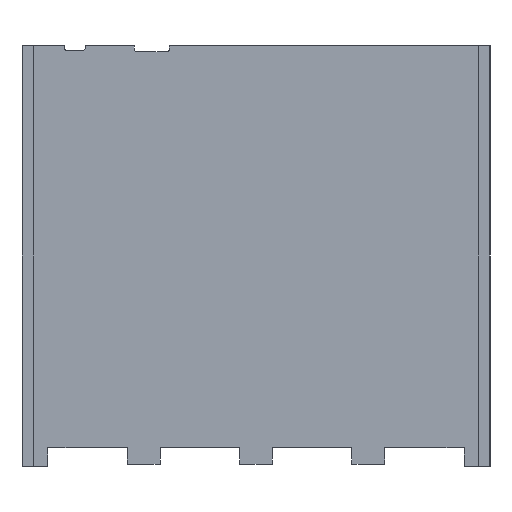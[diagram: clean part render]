
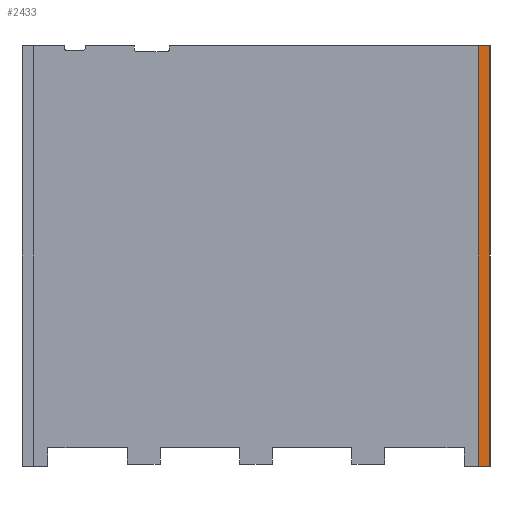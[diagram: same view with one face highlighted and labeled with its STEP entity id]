
A CAD part, front view. The second image highlights one B-rep face of the part: STEP entity #2433.
In plain terms, the highlighted planar face has unit normal (0, -1, 0).
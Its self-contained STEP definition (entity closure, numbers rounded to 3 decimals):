
#102 = ORIENTED_EDGE ( 'NONE', *, *, #1735, .T. ) ;
#107 = ORIENTED_EDGE ( 'NONE', *, *, #1728, .T. ) ;
#129 = VERTEX_POINT ( 'NONE', #2245 ) ;
#195 = VERTEX_POINT ( 'NONE', #2251 ) ;
#864 = CARTESIAN_POINT ( 'NONE',  ( 97.5, -0.036, -90. ) ) ;
#1206 = CARTESIAN_POINT ( 'NONE',  ( 100., -0.036, 0. ) ) ;
#1383 = ORIENTED_EDGE ( 'NONE', *, *, #1738, .T. ) ;
#1405 = ORIENTED_EDGE ( 'NONE', *, *, #1722, .T. ) ;
#1651 = VECTOR ( 'NONE', #2347, 1000. ) ;
#1653 = VECTOR ( 'NONE', #2271, 1000. ) ;
#1655 = LINE ( 'NONE', #2221, #1683 ) ;
#1656 = VECTOR ( 'NONE', #2252, 1000. ) ;
#1657 = LINE ( 'NONE', #2187, #1656 ) ;
#1665 = LINE ( 'NONE', #2261, #1651 ) ;
#1683 = VECTOR ( 'NONE', #2328, 1000. ) ;
#1689 = LINE ( 'NONE', #2198, #1653 ) ;
#1722 = EDGE_CURVE ( 'NONE', #129, #2542, #1689, .T. ) ;
#1728 = EDGE_CURVE ( 'NONE', #2542, #195, #1665, .T. ) ;
#1735 = EDGE_CURVE ( 'NONE', #195, #3083, #1655, .T. ) ;
#1738 = EDGE_CURVE ( 'NONE', #3083, #129, #1657, .T. ) ;
#1863 = AXIS2_PLACEMENT_3D ( 'NONE', #2074, #2064, #2037 ) ;
#2037 = DIRECTION ( 'NONE',  ( 0., 0., 1. ) ) ;
#2042 = PLANE ( 'NONE',  #1863 ) ;
#2064 = DIRECTION ( 'NONE',  ( 0., 1., 0. ) ) ;
#2074 = CARTESIAN_POINT ( 'NONE',  ( 0., -0.036, 0. ) ) ;
#2187 = CARTESIAN_POINT ( 'NONE',  ( 100., -0.036, -90. ) ) ;
#2198 = CARTESIAN_POINT ( 'NONE',  ( 100., -0.036, 0. ) ) ;
#2221 = CARTESIAN_POINT ( 'NONE',  ( 97.5, -0.036, 0. ) ) ;
#2245 = CARTESIAN_POINT ( 'NONE',  ( 100., -0.036, -90. ) ) ;
#2251 = CARTESIAN_POINT ( 'NONE',  ( 97.5, -0.036, 0. ) ) ;
#2252 = DIRECTION ( 'NONE',  ( 1., 0., 0. ) ) ;
#2261 = CARTESIAN_POINT ( 'NONE',  ( 100., -0.036, 0. ) ) ;
#2271 = DIRECTION ( 'NONE',  ( 0., 0., 1. ) ) ;
#2328 = DIRECTION ( 'NONE',  ( 0., 0., -1. ) ) ;
#2347 = DIRECTION ( 'NONE',  ( -1., 0., 0. ) ) ;
#2433 = ADVANCED_FACE ( 'NONE', ( #2639 ), #2042, .F. ) ;
#2542 = VERTEX_POINT ( 'NONE', #1206 ) ;
#2639 = FACE_OUTER_BOUND ( 'NONE', #3103, .T. ) ;
#3083 = VERTEX_POINT ( 'NONE', #864 ) ;
#3103 = EDGE_LOOP ( 'NONE', ( #1405, #107, #102, #1383 ) ) ;
